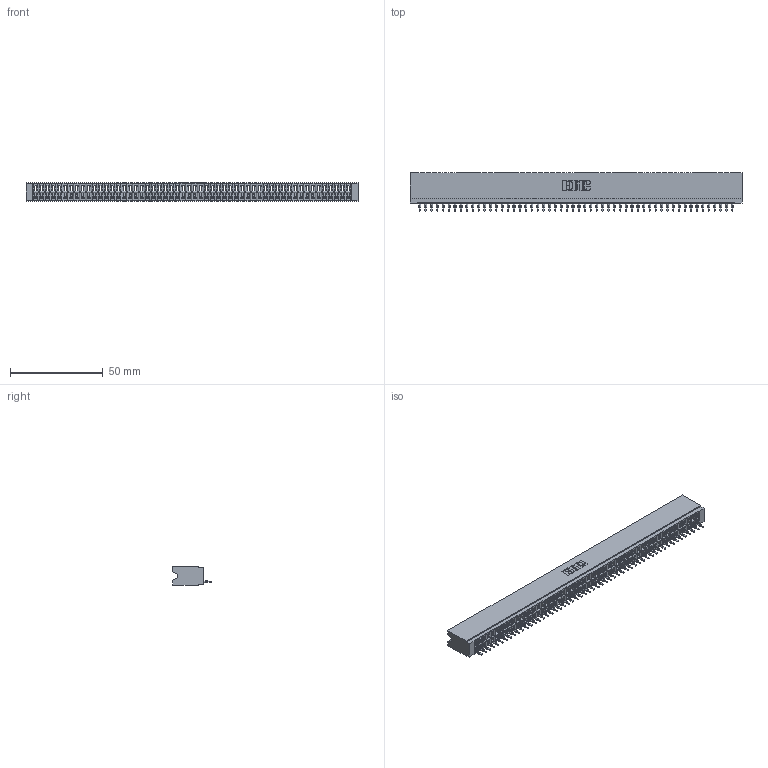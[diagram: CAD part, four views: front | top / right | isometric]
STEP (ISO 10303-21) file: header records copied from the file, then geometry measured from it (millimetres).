
FILE_DESCRIPTION (( 'STEP AP203' ), '1' );
FILE_NAME ('746-054-525-106.STEP', '2026-03-04T21:37:24', ( '' ), ( '' ), 'SwSTEP 2.0', 'SolidWorks 2023', '' );
FILE_SCHEMA (( 'CONFIG_CONTROL_DESIGN' ));
Length unit declared in the file: millimetre
Products named in the file (3): 746-054-525-106; 746 Part_.515 Slot Depth - 06; 746-292-001_525
Assembly tree (55 placements, depth 2):
  746-054-525-106
    746 Part_.515 Slot Depth - 06
    746-292-001_525  x54
Bounding box: 178.69 x 20.82 x 9.91 mm (x, y, z)
Volume: 18490.2 mm3; surface area: 27383.9 mm2
Topology: 55 solids, 55 shells, 5930 faces, 16843 edges, 10813 vertices
Faces by surface type: plane 3458, bspline 1080, cylinder 1068, torus 324
Entity records: 79925 total; most frequent: CARTESIAN_POINT 16074, ORIENTED_EDGE 14076, DIRECTION 11624, EDGE_CURVE 7038, LINE 6314, VECTOR 6314, VERTEX_POINT 4665, AXIS2_PLACEMENT_3D 2655
